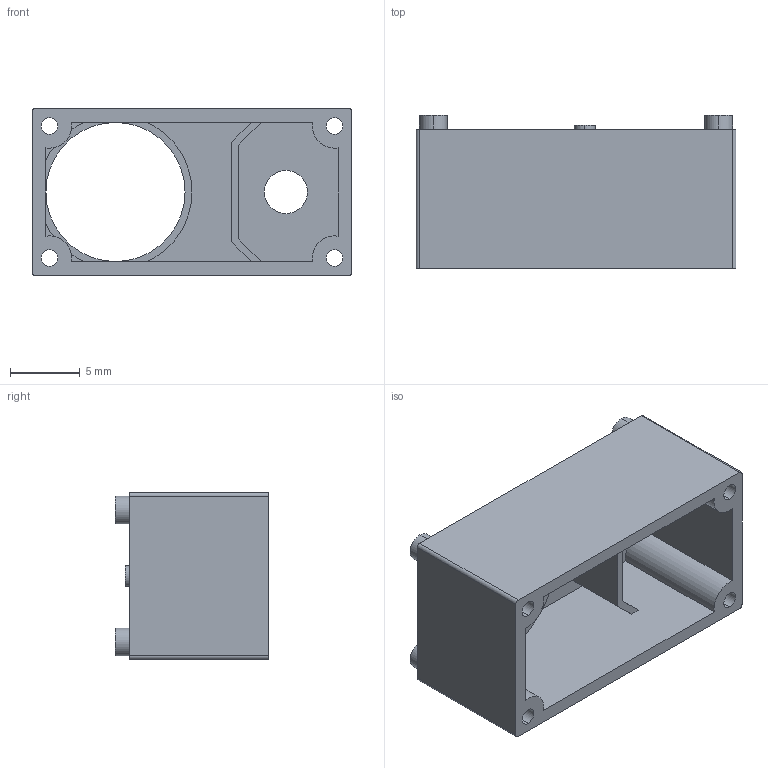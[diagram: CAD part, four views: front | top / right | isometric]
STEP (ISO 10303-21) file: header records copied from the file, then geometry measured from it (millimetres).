
FILE_DESCRIPTION (( 'STEP AP203' ), '1' );
FILE_NAME ('Part4 middle cover_Default_sldprt.STEP', '2018-07-13T16:59:20', ( '' ), ( '' ), 'SwSTEP 2.0', 'SolidWorks 2014', '' );
FILE_SCHEMA (( 'CONFIG_CONTROL_DESIGN' ));
Length unit declared in the file: millimetre
Products named in the file (1): Part4 middle cover_Default_sldprt
Bounding box: 23 x 11 x 12 mm (x, y, z)
Volume: 918.9 mm3; surface area: 2140.1 mm2
Topology: 2 solids, 2 shells, 67 faces, 166 edges, 109 vertices
Faces by surface type: cylinder 38, plane 29
Entity records: 2120 total; most frequent: DIRECTION 379, CARTESIAN_POINT 343, ORIENTED_EDGE 332, EDGE_CURVE 166, AXIS2_PLACEMENT_3D 145, VERTEX_POINT 109, VECTOR 89, LINE 89
